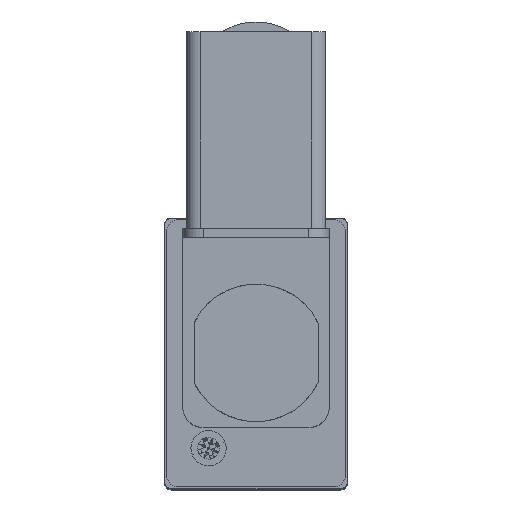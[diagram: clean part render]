
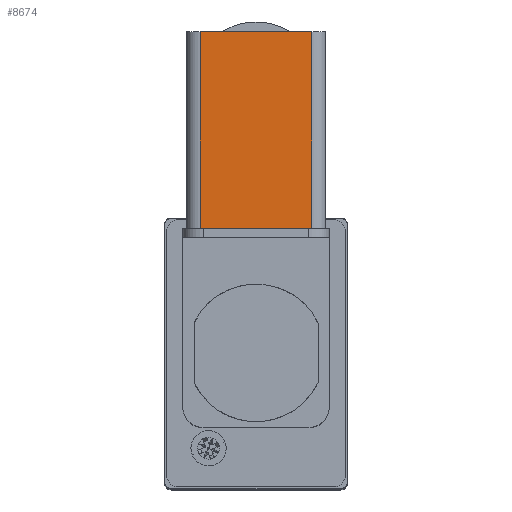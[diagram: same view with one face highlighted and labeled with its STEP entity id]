
A CAD part, top view. The second image highlights one B-rep face of the part: STEP entity #8674.
In plain terms, the highlighted planar face has unit normal (0, 0, 1).
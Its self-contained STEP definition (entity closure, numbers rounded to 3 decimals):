
#629 = EDGE_CURVE ( 'NONE', #11849, #12900, #2742, .T. ) ;
#1172 = CARTESIAN_POINT ( 'NONE',  ( -14.133, 28.155, 87.6 ) ) ;
#1746 = DIRECTION ( 'NONE',  ( 0., -1., 0. ) ) ;
#2302 = VECTOR ( 'NONE', #15772, 1000. ) ;
#2433 = CARTESIAN_POINT ( 'NONE',  ( -16.133, 47.275, 87.6 ) ) ;
#2742 = LINE ( 'NONE', #16723, #2302 ) ;
#4073 = ORIENTED_EDGE ( 'NONE', *, *, #14518, .F. ) ;
#4998 = PLANE ( 'NONE',  #7380 ) ;
#5115 = VERTEX_POINT ( 'NONE', #13253 ) ;
#5280 = VECTOR ( 'NONE', #6753, 1000. ) ;
#5351 = EDGE_CURVE ( 'NONE', #13905, #11849, #13326, .T. ) ;
#6192 = VECTOR ( 'NONE', #12547, 1000. ) ;
#6440 = DIRECTION ( 'NONE',  ( 0., 0., -1. ) ) ;
#6753 = DIRECTION ( 'NONE',  ( 1., 0., 0. ) ) ;
#7380 = AXIS2_PLACEMENT_3D ( 'NONE', #14933, #6440, #16358 ) ;
#8674 = ADVANCED_FACE ( 'NONE', ( #18314 ), #4998, .F. ) ;
#8883 = CARTESIAN_POINT ( 'NONE',  ( 2.367, 28.155, 87.6 ) ) ;
#9086 = LINE ( 'NONE', #2433, #5280 ) ;
#9979 = LINE ( 'NONE', #1172, #6192 ) ;
#11569 = ORIENTED_EDGE ( 'NONE', *, *, #5351, .F. ) ;
#11849 = VERTEX_POINT ( 'NONE', #18218 ) ;
#11930 = EDGE_LOOP ( 'NONE', ( #11569, #18278, #4073, #14108 ) ) ;
#12547 = DIRECTION ( 'NONE',  ( 0., 1., 0. ) ) ;
#12900 = VERTEX_POINT ( 'NONE', #13224 ) ;
#13224 = CARTESIAN_POINT ( 'NONE',  ( -14.133, 18.275, 87.6 ) ) ;
#13253 = CARTESIAN_POINT ( 'NONE',  ( -14.133, 47.275, 87.6 ) ) ;
#13326 = LINE ( 'NONE', #8883, #16682 ) ;
#13905 = VERTEX_POINT ( 'NONE', #16729 ) ;
#14108 = ORIENTED_EDGE ( 'NONE', *, *, #629, .F. ) ;
#14518 = EDGE_CURVE ( 'NONE', #12900, #5115, #9979, .T. ) ;
#14933 = CARTESIAN_POINT ( 'NONE',  ( -5.883, 28.155, 87.6 ) ) ;
#14986 = EDGE_CURVE ( 'NONE', #5115, #13905, #9086, .T. ) ;
#15772 = DIRECTION ( 'NONE',  ( -1., 0., 0. ) ) ;
#16358 = DIRECTION ( 'NONE',  ( -1., 0., 0. ) ) ;
#16682 = VECTOR ( 'NONE', #1746, 1000. ) ;
#16723 = CARTESIAN_POINT ( 'NONE',  ( 4.367, 18.275, 87.6 ) ) ;
#16729 = CARTESIAN_POINT ( 'NONE',  ( 2.367, 47.275, 87.6 ) ) ;
#18218 = CARTESIAN_POINT ( 'NONE',  ( 2.367, 18.275, 87.6 ) ) ;
#18278 = ORIENTED_EDGE ( 'NONE', *, *, #14986, .F. ) ;
#18314 = FACE_OUTER_BOUND ( 'NONE', #11930, .T. ) ;
